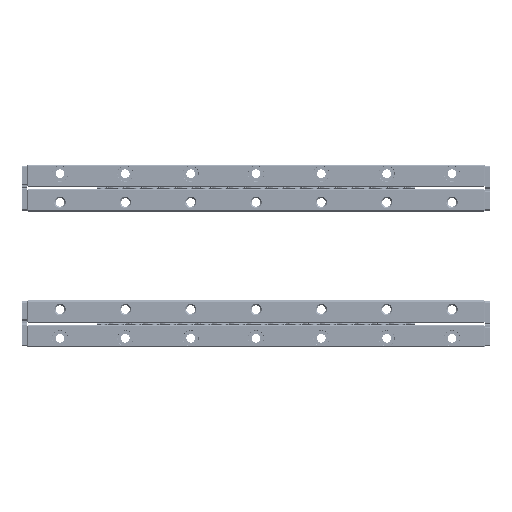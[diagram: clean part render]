
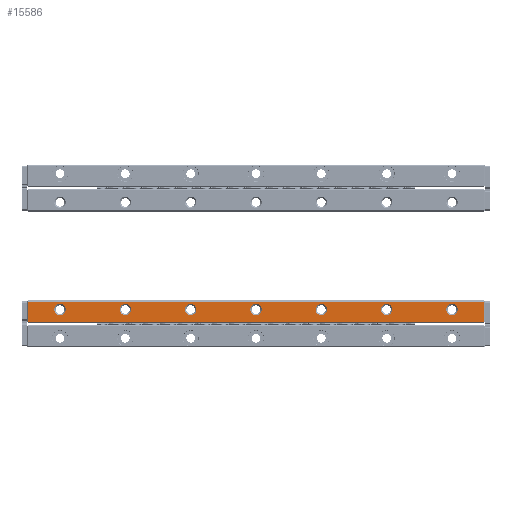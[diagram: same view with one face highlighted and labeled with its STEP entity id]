
A CAD part, top view. The second image highlights one B-rep face of the part: STEP entity #15586.
In plain terms, the highlighted planar face has unit normal (0, 0, 1).
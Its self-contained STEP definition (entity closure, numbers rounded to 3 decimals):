
#15586=ADVANCED_FACE('',(#27237,#27238,#27239,#27240,#27241,#27242,#27243,
#27244),#19989,.T.);
#19989=PLANE('',#88927);
#21680=CIRCLE('',#88920,2.175);
#21681=CIRCLE('',#88921,2.175);
#21682=CIRCLE('',#88922,2.175);
#21683=CIRCLE('',#88923,2.175);
#21684=CIRCLE('',#88924,2.175);
#21685=CIRCLE('',#88925,2.175);
#21686=CIRCLE('',#88926,2.175);
#27237=FACE_BOUND('',#30162,.T.);
#27238=FACE_BOUND('',#30163,.T.);
#27239=FACE_BOUND('',#30164,.T.);
#27240=FACE_BOUND('',#30165,.T.);
#27241=FACE_BOUND('',#30166,.T.);
#27242=FACE_BOUND('',#30167,.T.);
#27243=FACE_BOUND('',#30168,.T.);
#27244=FACE_BOUND('',#30169,.T.);
#30162=EDGE_LOOP('',(#37791));
#30163=EDGE_LOOP('',(#37792));
#30164=EDGE_LOOP('',(#37793));
#30165=EDGE_LOOP('',(#37794));
#30166=EDGE_LOOP('',(#37795));
#30167=EDGE_LOOP('',(#37796));
#30168=EDGE_LOOP('',(#37797));
#30169=EDGE_LOOP('',(#37798,#37799,#37800,#37801));
#37791=ORIENTED_EDGE('',*,*,#67180,.T.);
#37792=ORIENTED_EDGE('',*,*,#67181,.T.);
#37793=ORIENTED_EDGE('',*,*,#67182,.T.);
#37794=ORIENTED_EDGE('',*,*,#67183,.T.);
#37795=ORIENTED_EDGE('',*,*,#67184,.T.);
#37796=ORIENTED_EDGE('',*,*,#67185,.T.);
#37797=ORIENTED_EDGE('',*,*,#67186,.T.);
#37798=ORIENTED_EDGE('',*,*,#67187,.T.);
#37799=ORIENTED_EDGE('',*,*,#67188,.T.);
#37800=ORIENTED_EDGE('',*,*,#67189,.T.);
#37801=ORIENTED_EDGE('',*,*,#67190,.T.);
#59112=VERTEX_POINT('',#124191);
#59113=VERTEX_POINT('',#124193);
#59114=VERTEX_POINT('',#124195);
#59115=VERTEX_POINT('',#124197);
#59116=VERTEX_POINT('',#124199);
#59117=VERTEX_POINT('',#124201);
#59118=VERTEX_POINT('',#124203);
#59119=VERTEX_POINT('',#124205);
#59120=VERTEX_POINT('',#124206);
#59121=VERTEX_POINT('',#124208);
#59122=VERTEX_POINT('',#124210);
#67180=EDGE_CURVE('',#59112,#59112,#21680,.T.);
#67181=EDGE_CURVE('',#59113,#59113,#21681,.T.);
#67182=EDGE_CURVE('',#59114,#59114,#21682,.T.);
#67183=EDGE_CURVE('',#59115,#59115,#21683,.T.);
#67184=EDGE_CURVE('',#59116,#59116,#21684,.T.);
#67185=EDGE_CURVE('',#59117,#59117,#21685,.T.);
#67186=EDGE_CURVE('',#59118,#59118,#21686,.T.);
#67187=EDGE_CURVE('',#59119,#59120,#78105,.T.);
#67188=EDGE_CURVE('',#59120,#59121,#78106,.T.);
#67189=EDGE_CURVE('',#59121,#59122,#78107,.T.);
#67190=EDGE_CURVE('',#59122,#59119,#78108,.T.);
#78105=LINE('',#124204,#83761);
#78106=LINE('',#124207,#83762);
#78107=LINE('',#124209,#83763);
#78108=LINE('',#124211,#83764);
#83761=VECTOR('',#98786,1.);
#83762=VECTOR('',#98787,1.);
#83763=VECTOR('',#98788,1.);
#83764=VECTOR('',#98789,1.);
#88920=AXIS2_PLACEMENT_3D('',#124190,#98772,#98773);
#88921=AXIS2_PLACEMENT_3D('',#124192,#98774,#98775);
#88922=AXIS2_PLACEMENT_3D('',#124194,#98776,#98777);
#88923=AXIS2_PLACEMENT_3D('',#124196,#98778,#98779);
#88924=AXIS2_PLACEMENT_3D('',#124198,#98780,#98781);
#88925=AXIS2_PLACEMENT_3D('',#124200,#98782,#98783);
#88926=AXIS2_PLACEMENT_3D('',#124202,#98784,#98785);
#88927=AXIS2_PLACEMENT_3D('',#124212,#98790,#98791);
#98772=DIRECTION('',(0.,0.,-1.));
#98773=DIRECTION('',(1.,0.,0.));
#98774=DIRECTION('',(0.,0.,-1.));
#98775=DIRECTION('',(1.,0.,0.));
#98776=DIRECTION('',(0.,0.,-1.));
#98777=DIRECTION('',(1.,0.,0.));
#98778=DIRECTION('',(0.,0.,-1.));
#98779=DIRECTION('',(1.,0.,0.));
#98780=DIRECTION('',(0.,0.,-1.));
#98781=DIRECTION('',(1.,0.,0.));
#98782=DIRECTION('',(0.,0.,-1.));
#98783=DIRECTION('',(1.,0.,0.));
#98784=DIRECTION('',(0.,0.,-1.));
#98785=DIRECTION('',(1.,0.,0.));
#98786=DIRECTION('',(-1.,0.,0.));
#98787=DIRECTION('',(0.,-1.,0.));
#98788=DIRECTION('',(1.,0.,0.));
#98789=DIRECTION('',(0.,1.,0.));
#98790=DIRECTION('',(0.,0.,1.));
#98791=DIRECTION('',(1.,0.,0.));
#124190=CARTESIAN_POINT('',(162.5,14.5,8.));
#124191=CARTESIAN_POINT('',(164.675,14.5,8.));
#124192=CARTESIAN_POINT('',(137.5,14.5,8.));
#124193=CARTESIAN_POINT('',(139.675,14.5,8.));
#124194=CARTESIAN_POINT('',(112.5,14.5,8.));
#124195=CARTESIAN_POINT('',(114.675,14.5,8.));
#124196=CARTESIAN_POINT('',(87.5,14.5,8.));
#124197=CARTESIAN_POINT('',(89.675,14.5,8.));
#124198=CARTESIAN_POINT('',(62.5,14.5,8.));
#124199=CARTESIAN_POINT('',(64.675,14.5,8.));
#124200=CARTESIAN_POINT('',(37.5,14.5,8.));
#124201=CARTESIAN_POINT('',(39.675,14.5,8.));
#124202=CARTESIAN_POINT('',(12.5,14.5,8.));
#124203=CARTESIAN_POINT('',(14.675,14.5,8.));
#124204=CARTESIAN_POINT('',(87.5,17.575,8.));
#124205=CARTESIAN_POINT('',(174.575,17.575,8.));
#124206=CARTESIAN_POINT('',(0.425,17.575,8.));
#124207=CARTESIAN_POINT('',(0.425,13.7,8.));
#124208=CARTESIAN_POINT('',(0.425,9.825,8.));
#124209=CARTESIAN_POINT('',(87.5,9.825,8.));
#124210=CARTESIAN_POINT('',(174.575,9.825,8.));
#124211=CARTESIAN_POINT('',(174.575,13.7,8.));
#124212=CARTESIAN_POINT('',(87.5,13.7,8.));
